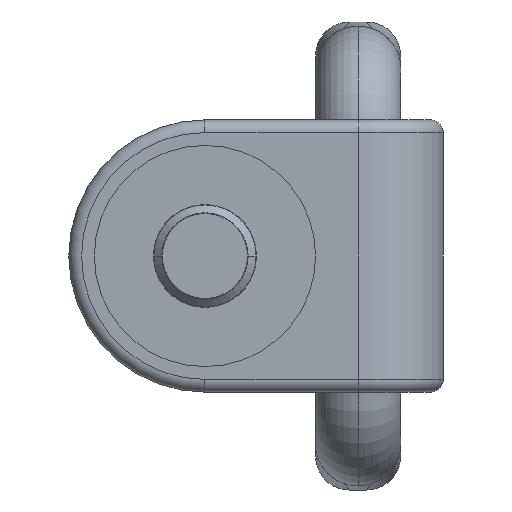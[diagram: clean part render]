
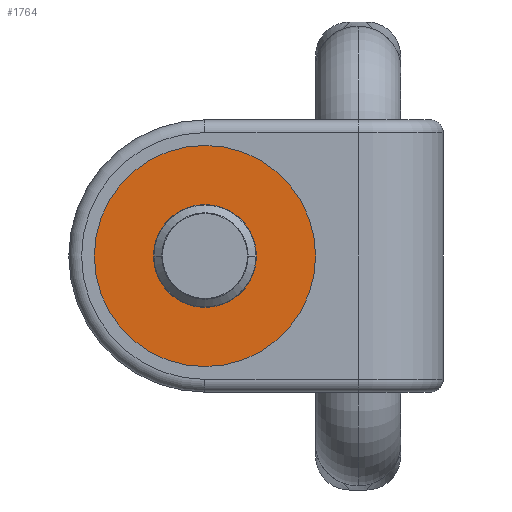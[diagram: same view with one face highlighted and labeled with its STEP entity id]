
A CAD part, front view. The second image highlights one B-rep face of the part: STEP entity #1764.
In plain terms, the highlighted face is planar.
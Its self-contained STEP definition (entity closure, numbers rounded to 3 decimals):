
#1316=CARTESIAN_POINT('',(0.,0.,0.));
#1317=DIRECTION('',(1.,0.,0.));
#1318=DIRECTION('',(0.,1.,0.));
#1319=AXIS2_PLACEMENT_3D('',#1316,#1317,#1318);
#1329=CARTESIAN_POINT('',(0.,0.,0.));
#1330=DIRECTION('',(-1.,0.,0.));
#1331=DIRECTION('',(0.,1.,0.));
#1332=AXIS2_PLACEMENT_3D('',#1329,#1330,#1331);
#1448=CARTESIAN_POINT('',(0.,0.,0.));
#1449=DIRECTION('',(-1.,0.,0.));
#1450=DIRECTION('',(0.,1.,0.));
#1451=AXIS2_PLACEMENT_3D('',#1448,#1449,#1450);
#1453=CARTESIAN_POINT('',(0.,0.,0.));
#1454=DIRECTION('',(1.,0.,0.));
#1455=DIRECTION('',(0.,1.,0.));
#1456=AXIS2_PLACEMENT_3D('',#1453,#1454,#1455);
#1486=CARTESIAN_POINT('',(0.,6.05,0.));
#1488=VERTEX_POINT('',#1486);
#1495=CARTESIAN_POINT('',(0.,13.,0.));
#1497=VERTEX_POINT('',#1495);
#1498=CARTESIAN_POINT('',(0.,-6.05,0.));
#1500=VERTEX_POINT('',#1498);
#1507=CARTESIAN_POINT('',(0.,-13.,0.));
#1509=VERTEX_POINT('',#1507);
#1751=CARTESIAN_POINT('',(0.,0.,0.));
#1752=DIRECTION('',(1.,0.,0.));
#1753=DIRECTION('',(0.,-1.,0.));
#1754=AXIS2_PLACEMENT_3D('',#1751,#1752,#1753);
#1755=PLANE('',#1754);
#1756=ORIENTED_EDGE('',*,*,#1744,.F.);
#1757=ORIENTED_EDGE('',*,*,#1733,.T.);
#1758=EDGE_LOOP('',(#1756,#1757));
#1759=FACE_OUTER_BOUND('',#1758,.F.);
#1760=ORIENTED_EDGE('',*,*,#1537,.F.);
#1761=ORIENTED_EDGE('',*,*,#1555,.T.);
#1762=EDGE_LOOP('',(#1760,#1761));
#1763=FACE_BOUND('',#1762,.F.);
#1764=ADVANCED_FACE('',(#1759,#1763),#1755,.F.);
#1320=CIRCLE('',#1319,6.05);
#1333=CIRCLE('',#1332,6.05);
#1452=CIRCLE('',#1451,13.);
#1457=CIRCLE('',#1456,13.);
#1537=EDGE_CURVE('',#1488,#1500,#1320,.T.);
#1555=EDGE_CURVE('',#1488,#1500,#1333,.T.);
#1733=EDGE_CURVE('',#1497,#1509,#1457,.T.);
#1744=EDGE_CURVE('',#1497,#1509,#1452,.T.);
